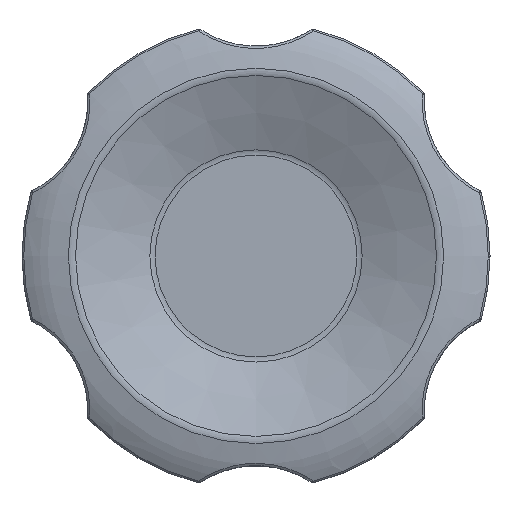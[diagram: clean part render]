
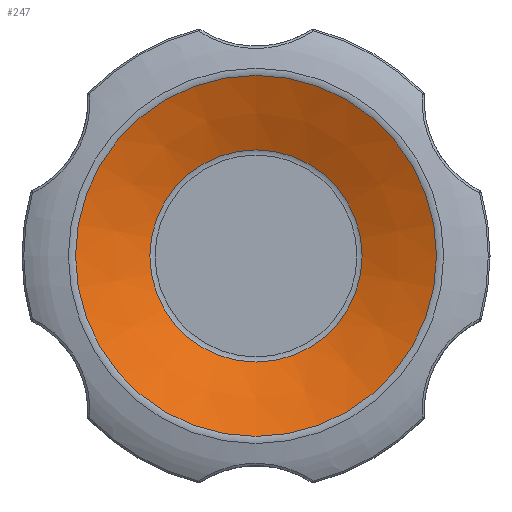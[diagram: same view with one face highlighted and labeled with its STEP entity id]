
A CAD part, top view. The second image highlights one B-rep face of the part: STEP entity #247.
In plain terms, the highlighted conical face has half-angle 67.38 degrees and reference radius 26.997 mm.
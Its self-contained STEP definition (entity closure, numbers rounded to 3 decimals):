
#247 = ADVANCED_FACE( '', ( #533, #534 ), #535, .F. );
#533 = FACE_BOUND( '', #1807, .T. );
#534 = FACE_OUTER_BOUND( '', #1808, .T. );
#535 = CONICAL_SURFACE( '', #1809, 26.997, 1.176 );
#1807 = EDGE_LOOP( '', ( #3308 ) );
#1808 = EDGE_LOOP( '', ( #3309 ) );
#1809 = AXIS2_PLACEMENT_3D( '', #3310, #3311, #3312 );
#3308 = ORIENTED_EDGE( '', *, *, #3740, .F. );
#3309 = ORIENTED_EDGE( '', *, *, #3724, .T. );
#3310 = CARTESIAN_POINT( '', ( 0., 0., 39.791 ) );
#3311 = DIRECTION( '', ( 0., 0., 1. ) );
#3312 = DIRECTION( '', ( 0., -1., 0. ) );
#3724 = EDGE_CURVE( '', #4069, #4069, #4070, .T. );
#3740 = EDGE_CURVE( '', #4089, #4089, #4090, .T. );
#4069 = VERTEX_POINT( '', #5378 );
#4070 = CIRCLE( '', #5379, 26.997 );
#4089 = VERTEX_POINT( '', #5544 );
#4090 = CIRCLE( '', #5545, 15.869 );
#5378 = CARTESIAN_POINT( '', ( 0., -26.997, 39.791 ) );
#5379 = AXIS2_PLACEMENT_3D( '', #6003, #6004, #6005 );
#5544 = CARTESIAN_POINT( '', ( 0., -15.869, 35.154 ) );
#5545 = AXIS2_PLACEMENT_3D( '', #6022, #6023, #6024 );
#6003 = CARTESIAN_POINT( '', ( 0., 0., 39.791 ) );
#6004 = DIRECTION( '', ( 0., 0., 1. ) );
#6005 = DIRECTION( '', ( 0., -1., 0. ) );
#6022 = CARTESIAN_POINT( '', ( 0., 0., 35.154 ) );
#6023 = DIRECTION( '', ( 0., 0., 1. ) );
#6024 = DIRECTION( '', ( 0., -1., 0. ) );
